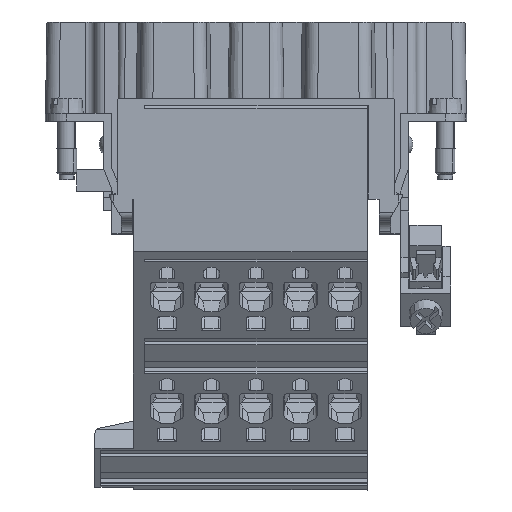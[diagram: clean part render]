
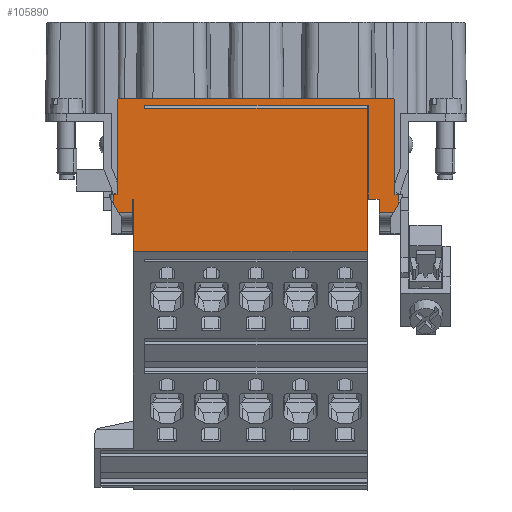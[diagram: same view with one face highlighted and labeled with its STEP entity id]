
A CAD part, left-side view. The second image highlights one B-rep face of the part: STEP entity #105890.
In plain terms, the highlighted face is planar.
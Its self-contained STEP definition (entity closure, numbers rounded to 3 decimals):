
#6050=CARTESIAN_POINT('',(-10.2,-17.15,
12.55));
#6060=VERTEX_POINT('',#6050);
#6090=CARTESIAN_POINT('',(-10.2,-17.15,0.));
#6100=DIRECTION('',(0.,0.,-1.));
#6110=VECTOR('',#6100,1.);
#6120=LINE('',#6090,#6110);
#6130=CARTESIAN_POINT('',(-10.2,-17.15,
26.65));
#6140=VERTEX_POINT('',#6130);
#6150=EDGE_CURVE('',#6140,#6060,#6120,.T.);
#10420=CARTESIAN_POINT('',(-14.073,-17.15,
11.45));
#10430=VERTEX_POINT('',#10420);
#10460=CARTESIAN_POINT('',(0.,-17.15,11.45));
#10470=DIRECTION('',(-1.,0.,0.));
#10480=VECTOR('',#10470,1.);
#10490=LINE('',#10460,#10480);
#10500=CARTESIAN_POINT('',(27.473,-17.15,
11.45));
#10510=VERTEX_POINT('',#10500);
#10520=EDGE_CURVE('',#10510,#10430,#10490,.T.);
#13690=CARTESIAN_POINT('',(27.404,-17.15,
28.65));
#13700=VERTEX_POINT('',#13690);
#13730=CARTESIAN_POINT('',(25.468,-17.15,
28.65));
#13740=DIRECTION('',(-1.,0.,0.));
#13750=VECTOR('',#13740,1.);
#13760=LINE('',#13730,#13750);
#13770=CARTESIAN_POINT('',(25.279,-17.15,
28.65));
#13780=VERTEX_POINT('',#13770);
#13790=EDGE_CURVE('',#13700,#13780,#13760,.T.);
#21240=CARTESIAN_POINT('',(-11.844,-17.15,
26.65));
#21250=VERTEX_POINT('',#21240);
#21280=CARTESIAN_POINT('',(-11.379,-17.15,0.));
#21290=DIRECTION('',(0.017,0.,
-1.));
#21300=VECTOR('',#21290,1.);
#21310=LINE('',#21280,#21300);
#21320=CARTESIAN_POINT('',(-11.879,-17.15,
28.65));
#21330=VERTEX_POINT('',#21320);
#21340=EDGE_CURVE('',#21330,#21250,#21310,.T.);
#44610=CARTESIAN_POINT('',(23.45,-17.15,
12.95));
#44620=VERTEX_POINT('',#44610);
#44650=CARTESIAN_POINT('',(23.45,-17.15,0.));
#44660=DIRECTION('',(0.,0.,-1.));
#44670=VECTOR('',#44660,1.);
#44680=LINE('',#44650,#44670);
#44690=CARTESIAN_POINT('',(23.45,-17.15,
12.55));
#44700=VERTEX_POINT('',#44690);
#44710=EDGE_CURVE('',#44620,#44700,#44680,.T.);
#59270=CARTESIAN_POINT('',(0.,-17.15,26.65));
#59280=DIRECTION('',(1.,0.,0.));
#59290=VECTOR('',#59280,1.);
#59300=LINE('',#59270,#59290);
#59310=EDGE_CURVE('',#21250,#6140,#59300,.T.);
#89110=CARTESIAN_POINT('',(28.2,-17.15,
27.272));
#89120=VERTEX_POINT('',#89110);
#89150=CARTESIAN_POINT('',(43.945,-17.15,0.));
#89160=DIRECTION('',(0.5,0.,
-0.866));
#89170=VECTOR('',#89160,1.);
#89180=LINE('',#89150,#89170);
#89190=EDGE_CURVE('',#13700,#89120,#89180,.T.);
#104630=CARTESIAN_POINT('',(25.468,-17.15,
23.998));
#104640=DIRECTION('',(0.,-1.,0.));
#104650=DIRECTION('',(0.,0.,-1.));
#104660=AXIS2_PLACEMENT_3D('',#104630,#104640,#104650);
#104670=PLANE('',#104660);
#104680=ORIENTED_EDGE('',*,*,#10520,.F.);
#104690=CARTESIAN_POINT('',(-13.974,-17.15,0.));
#104700=DIRECTION('',(0.009,0.,
-1.));
#104710=VECTOR('',#104700,1.);
#104720=LINE('',#104690,#104710);
#104730=CARTESIAN_POINT('',(-14.2,-17.15,
25.95));
#104740=VERTEX_POINT('',#104730);
#104750=EDGE_CURVE('',#104740,#10430,#104720,.T.);
#104760=ORIENTED_EDGE('',*,*,#104750,.T.);
#104770=CARTESIAN_POINT('',(0.,-17.15,25.95));
#104780=DIRECTION('',(-1.,0.,0.));
#104790=VECTOR('',#104780,1.);
#104800=LINE('',#104770,#104790);
#104810=CARTESIAN_POINT('',(-14.8,-17.15,
25.95));
#104820=VERTEX_POINT('',#104810);
#104830=EDGE_CURVE('',#104740,#104820,#104800,.T.);
#104840=ORIENTED_EDGE('',*,*,#104830,.F.);
#104850=CARTESIAN_POINT('',(-14.8,-17.15,
0.));
#104860=DIRECTION('',(0.,0.,-1.));
#104870=VECTOR('',#104860,1.);
#104880=LINE('',#104850,#104870);
#104890=CARTESIAN_POINT('',(-14.8,-17.15,
27.272));
#104900=VERTEX_POINT('',#104890);
#104910=EDGE_CURVE('',#104900,#104820,#104880,.T.);
#104920=ORIENTED_EDGE('',*,*,#104910,.T.);
#104930=CARTESIAN_POINT('',(-30.545,-17.15,0.));
#104940=DIRECTION('',(0.5,0.,
0.866));
#104950=VECTOR('',#104940,1.);
#104960=LINE('',#104930,#104950);
#104970=CARTESIAN_POINT('',(-14.004,-17.15,
28.65));
#104980=VERTEX_POINT('',#104970);
#104990=EDGE_CURVE('',#104900,#104980,#104960,.T.);
#105000=ORIENTED_EDGE('',*,*,#104990,.F.);
#105010=CARTESIAN_POINT('',(25.468,-17.15,
28.65));
#105020=DIRECTION('',(-1.,0.,0.));
#105030=VECTOR('',#105020,1.);
#105040=LINE('',#105010,#105030);
#105050=EDGE_CURVE('',#21330,#104980,#105040,.T.);
#105060=ORIENTED_EDGE('',*,*,#105050,.T.);
#105070=ORIENTED_EDGE('',*,*,#21340,.F.);
#105080=ORIENTED_EDGE('',*,*,#59310,.F.);
#105090=ORIENTED_EDGE('',*,*,#6150,.F.);
#105100=CARTESIAN_POINT('',(0.,-17.15,12.55));
#105110=DIRECTION('',(-1.,0.,0.));
#105120=VECTOR('',#105110,1.);
#105130=LINE('',#105100,#105120);
#105140=EDGE_CURVE('',#44700,#6060,#105130,.T.);
#105150=ORIENTED_EDGE('',*,*,#105140,.T.);
#105160=ORIENTED_EDGE('',*,*,#44710,.T.);
#105170=CARTESIAN_POINT('',(-4.335,-17.15,
12.95));
#105180=DIRECTION('',(1.,0.,0.));
#105190=VECTOR('',#105180,1.);
#105200=LINE('',#105170,#105190);
#105210=CARTESIAN_POINT('',(-10.05,-17.15,
12.95));
#105220=VERTEX_POINT('',#105210);
#105230=EDGE_CURVE('',#105220,#44620,#105200,.T.);
#105240=ORIENTED_EDGE('',*,*,#105230,.T.);
#105250=CARTESIAN_POINT('',(-10.05,-17.15,
290.225));
#105260=DIRECTION('',(0.,0.,-1.));
#105270=VECTOR('',#105260,1.);
#105280=LINE('',#105250,#105270);
#105290=CARTESIAN_POINT('',(-10.05,-17.15,
34.571));
#105300=VERTEX_POINT('',#105290);
#105310=EDGE_CURVE('',#105300,#105220,#105280,.T.);
#105320=ORIENTED_EDGE('',*,*,#105310,.T.);
#105330=CARTESIAN_POINT('',(29.165,-17.15,
34.571));
#105340=DIRECTION('',(1.,0.,0.));
#105350=VECTOR('',#105340,1.);
#105360=LINE('',#105330,#105350);
#105370=CARTESIAN_POINT('',(25.15,-17.15,
34.571));
#105380=VERTEX_POINT('',#105370);
#105390=EDGE_CURVE('',#105300,#105380,#105360,.T.);
#105400=ORIENTED_EDGE('',*,*,#105390,.F.);
#105410=CARTESIAN_POINT('',(25.15,-17.15,
280.901));
#105420=DIRECTION('',(0.,0.,-1.));
#105430=VECTOR('',#105420,1.);
#105440=LINE('',#105410,#105430);
#105450=CARTESIAN_POINT('',(25.15,-17.15,
26.65));
#105460=VERTEX_POINT('',#105450);
#105470=EDGE_CURVE('',#105380,#105460,#105440,.T.);
#105480=ORIENTED_EDGE('',*,*,#105470,.F.);
#105490=CARTESIAN_POINT('',(0.,-17.15,26.65));
#105500=DIRECTION('',(1.,0.,0.));
#105510=VECTOR('',#105500,1.);
#105520=LINE('',#105490,#105510);
#105530=CARTESIAN_POINT('',(25.244,-17.15,
26.65));
#105540=VERTEX_POINT('',#105530);
#105550=EDGE_CURVE('',#105460,#105540,#105520,.T.);
#105560=ORIENTED_EDGE('',*,*,#105550,.F.);
#105570=CARTESIAN_POINT('',(24.779,-17.15,0.));
#105580=DIRECTION('',(-0.017,0.,
-1.));
#105590=VECTOR('',#105580,1.);
#105600=LINE('',#105570,#105590);
#105610=EDGE_CURVE('',#13780,#105540,#105600,.T.);
#105620=ORIENTED_EDGE('',*,*,#105610,.T.);
#105630=ORIENTED_EDGE('',*,*,#13790,.T.);
#105640=ORIENTED_EDGE('',*,*,#89190,.F.);
#105650=CARTESIAN_POINT('',(28.2,-17.15,
0.));
#105660=DIRECTION('',(0.,0.,-1.));
#105670=VECTOR('',#105660,1.);
#105680=LINE('',#105650,#105670);
#105690=CARTESIAN_POINT('',(28.2,-17.15,
25.95));
#105700=VERTEX_POINT('',#105690);
#105710=EDGE_CURVE('',#89120,#105700,#105680,.T.);
#105720=ORIENTED_EDGE('',*,*,#105710,.F.);
#105730=CARTESIAN_POINT('',(0.,-17.15,25.95));
#105740=DIRECTION('',(1.,0.,0.));
#105750=VECTOR('',#105740,1.);
#105760=LINE('',#105730,#105750);
#105770=CARTESIAN_POINT('',(27.6,-17.15,
25.95));
#105780=VERTEX_POINT('',#105770);
#105790=EDGE_CURVE('',#105780,#105700,#105760,.T.);
#105800=ORIENTED_EDGE('',*,*,#105790,.T.);
#105810=CARTESIAN_POINT('',(27.374,-17.15,0.));
#105820=DIRECTION('',(0.009,0.,
1.));
#105830=VECTOR('',#105820,1.);
#105840=LINE('',#105810,#105830);
#105850=EDGE_CURVE('',#10510,#105780,#105840,.T.);
#105860=ORIENTED_EDGE('',*,*,#105850,.T.);
#105870=EDGE_LOOP('',(#105860,#105800,#105720,#105640,#105630,#105620,
#105560,#105480,#105400,#105320,#105240,#105160,#105150,#105090,#105080,
#105070,#105060,#105000,#104920,#104840,#104760,#104680));
#105880=FACE_OUTER_BOUND('',#105870,.T.);
#105890=ADVANCED_FACE('',(#105880),#104670,.T.);
